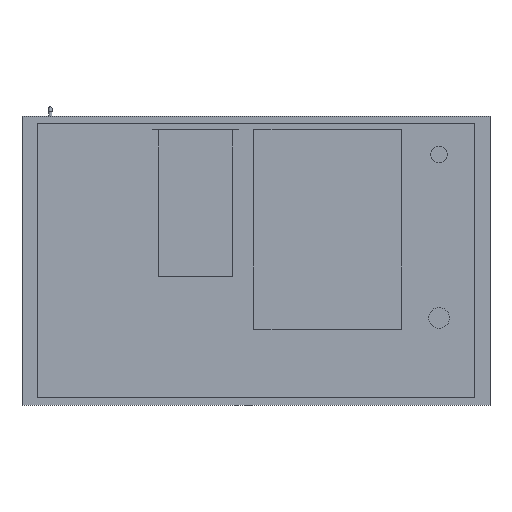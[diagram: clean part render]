
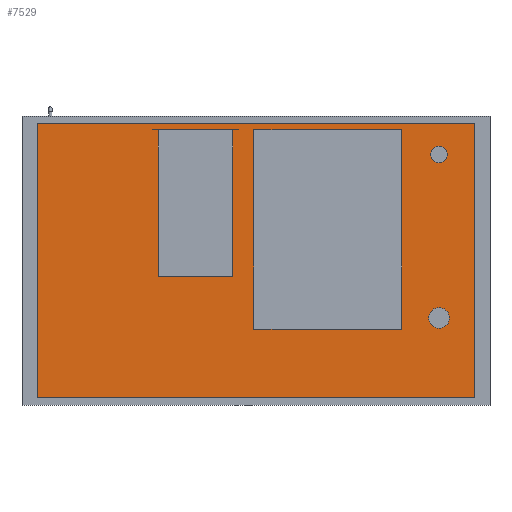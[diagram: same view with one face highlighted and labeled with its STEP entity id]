
A CAD part, front view. The second image highlights one B-rep face of the part: STEP entity #7529.
In plain terms, the highlighted planar face has unit normal (0, -1, 0).
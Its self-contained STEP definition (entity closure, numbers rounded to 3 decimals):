
#60=FACE_BOUND('',#833,.T.);
#61=FACE_BOUND('',#834,.T.);
#76=CIRCLE('',#8035,20.);
#78=CIRCLE('',#8039,25.);
#377=FACE_OUTER_BOUND('',#832,.T.);
#832=EDGE_LOOP('',(#5025,#5026,#5027,#5028));
#833=EDGE_LOOP('',(#5029));
#834=EDGE_LOOP('',(#5030));
#1309=LINE('',#10892,#2233);
#1312=LINE('',#10898,#2236);
#1315=LINE('',#10904,#2239);
#1318=LINE('',#10908,#2242);
#2233=VECTOR('',#8719,10.);
#2236=VECTOR('',#8724,10.);
#2239=VECTOR('',#8729,10.);
#2242=VECTOR('',#8734,10.);
#3138=VERTEX_POINT('',#10849);
#3140=VERTEX_POINT('',#10856);
#3151=VERTEX_POINT('',#10889);
#3152=VERTEX_POINT('',#10891);
#3154=VERTEX_POINT('',#10897);
#3156=VERTEX_POINT('',#10903);
#3869=EDGE_CURVE('',#3138,#3138,#76,.T.);
#3872=EDGE_CURVE('',#3140,#3140,#78,.T.);
#3887=EDGE_CURVE('',#3152,#3151,#1309,.T.);
#3890=EDGE_CURVE('',#3154,#3152,#1312,.T.);
#3893=EDGE_CURVE('',#3156,#3154,#1315,.T.);
#3896=EDGE_CURVE('',#3151,#3156,#1318,.T.);
#5025=ORIENTED_EDGE('',*,*,#3896,.T.);
#5026=ORIENTED_EDGE('',*,*,#3893,.T.);
#5027=ORIENTED_EDGE('',*,*,#3890,.T.);
#5028=ORIENTED_EDGE('',*,*,#3887,.T.);
#5029=ORIENTED_EDGE('',*,*,#3869,.T.);
#5030=ORIENTED_EDGE('',*,*,#3872,.T.);
#7149=PLANE('',#8051);
#7529=ADVANCED_FACE('',(#377,#60,#61),#7149,.T.);
#8035=AXIS2_PLACEMENT_3D('',#10851,#8680,#8681);
#8039=AXIS2_PLACEMENT_3D('',#10858,#8689,#8690);
#8051=AXIS2_PLACEMENT_3D('',#10910,#8737,#8738);
#8680=DIRECTION('center_axis',(0.,1.,0.));
#8681=DIRECTION('ref_axis',(1.,0.,0.));
#8689=DIRECTION('center_axis',(0.,1.,0.));
#8690=DIRECTION('ref_axis',(1.,0.,0.));
#8719=DIRECTION('',(-1.,0.,0.));
#8724=DIRECTION('',(0.,0.,1.));
#8729=DIRECTION('',(1.,0.,0.));
#8734=DIRECTION('',(0.,0.,-1.));
#8737=DIRECTION('center_axis',(0.,-1.,0.));
#8738=DIRECTION('ref_axis',(0.,0.,-1.));
#10849=CARTESIAN_POINT('',(420.,-370.,255.));
#10851=CARTESIAN_POINT('Origin',(440.,-370.,255.));
#10856=CARTESIAN_POINT('',(415.,-370.,-138.));
#10858=CARTESIAN_POINT('Origin',(440.,-370.,-138.));
#10889=CARTESIAN_POINT('',(-525.,-370.,330.));
#10891=CARTESIAN_POINT('',(525.,-370.,330.));
#10892=CARTESIAN_POINT('',(-525.,-370.,330.));
#10897=CARTESIAN_POINT('',(525.,-370.,-330.));
#10898=CARTESIAN_POINT('',(525.,-370.,330.));
#10903=CARTESIAN_POINT('',(-525.,-370.,-330.));
#10904=CARTESIAN_POINT('',(525.,-370.,-330.));
#10908=CARTESIAN_POINT('',(-525.,-370.,-330.));
#10910=CARTESIAN_POINT('Origin',(0.,-370.,0.));
